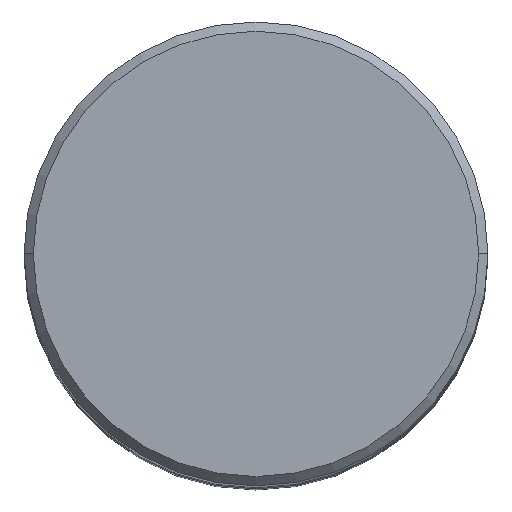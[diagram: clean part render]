
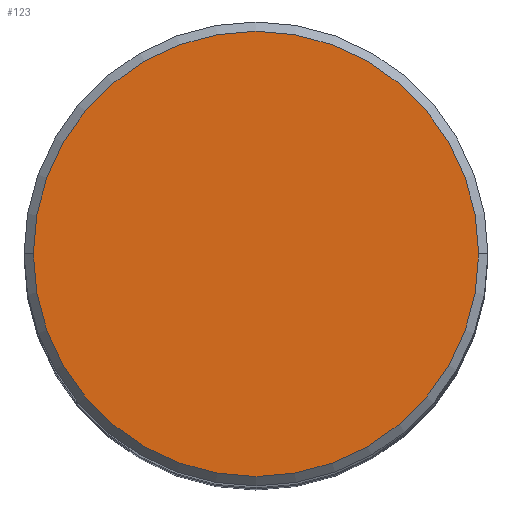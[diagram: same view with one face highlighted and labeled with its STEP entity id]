
A CAD part, top view. The second image highlights one B-rep face of the part: STEP entity #123.
In plain terms, the highlighted planar face has unit normal (0, 0, 1).
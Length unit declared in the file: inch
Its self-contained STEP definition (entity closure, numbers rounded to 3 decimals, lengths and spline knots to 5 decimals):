
#16 = PLANE ( 'NONE',  #249 ) ;
#28 = EDGE_CURVE ( 'NONE', #457, #323, #118, .T. ) ;
#118 = CIRCLE ( 'NONE', #437, 0.48 ) ;
#123 = ADVANCED_FACE ( 'NONE', ( #408 ), #16, .F. ) ;
#124 = DIRECTION ( 'NONE',  ( 1., 0., 0. ) ) ;
#132 = CARTESIAN_POINT ( 'NONE',  ( -0.48, 0., 0. ) ) ;
#136 = DIRECTION ( 'NONE',  ( 0., 0., -1. ) ) ;
#162 = CARTESIAN_POINT ( 'NONE',  ( 0., 0., 0. ) ) ;
#163 = CIRCLE ( 'NONE', #215, 0.48 ) ;
#189 = EDGE_LOOP ( 'NONE', ( #228, #370 ) ) ;
#204 = DIRECTION ( 'NONE',  ( 0., 0., 1. ) ) ;
#215 = AXIS2_PLACEMENT_3D ( 'NONE', #162, #297, #248 ) ;
#228 = ORIENTED_EDGE ( 'NONE', *, *, #232, .T. ) ;
#232 = EDGE_CURVE ( 'NONE', #323, #457, #163, .T. ) ;
#248 = DIRECTION ( 'NONE',  ( 1., 0., 0. ) ) ;
#249 = AXIS2_PLACEMENT_3D ( 'NONE', #442, #136, #310 ) ;
#297 = DIRECTION ( 'NONE',  ( 0., 0., 1. ) ) ;
#310 = DIRECTION ( 'NONE',  ( -1., 0., 0. ) ) ;
#323 = VERTEX_POINT ( 'NONE', #132 ) ;
#370 = ORIENTED_EDGE ( 'NONE', *, *, #28, .T. ) ;
#372 = CARTESIAN_POINT ( 'NONE',  ( 0.48, 0., 0. ) ) ;
#408 = FACE_OUTER_BOUND ( 'NONE', #189, .T. ) ;
#424 = CARTESIAN_POINT ( 'NONE',  ( 0., 0., 0. ) ) ;
#437 = AXIS2_PLACEMENT_3D ( 'NONE', #424, #204, #124 ) ;
#442 = CARTESIAN_POINT ( 'NONE',  ( 0., 0.48, 0. ) ) ;
#457 = VERTEX_POINT ( 'NONE', #372 ) ;
